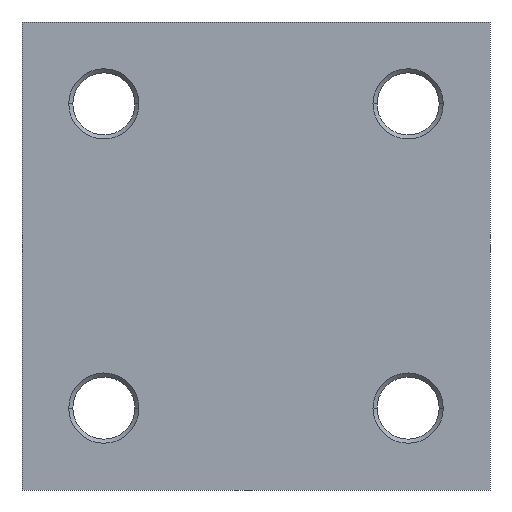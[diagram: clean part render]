
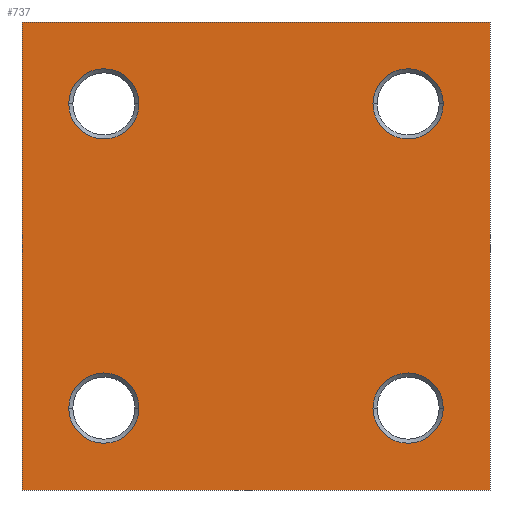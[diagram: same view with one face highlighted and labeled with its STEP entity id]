
A CAD part, left-side view. The second image highlights one B-rep face of the part: STEP entity #737.
In plain terms, the highlighted planar face has unit normal (-1, 0, 0).
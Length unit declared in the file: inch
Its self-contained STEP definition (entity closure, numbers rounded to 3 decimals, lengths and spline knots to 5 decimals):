
#2=DIRECTION('',(0.,-1.,0.));
#3=VECTOR('',#2,2.5);
#4=CARTESIAN_POINT('',(0.,1.25,1.25));
#5=LINE('',#4,#3);
#6=DIRECTION('',(0.,0.,-1.));
#7=VECTOR('',#6,2.5);
#8=CARTESIAN_POINT('',(0.,-1.25,1.25));
#9=LINE('',#8,#7);
#10=DIRECTION('',(0.,1.,0.));
#11=VECTOR('',#10,2.5);
#12=CARTESIAN_POINT('',(0.,-1.25,-1.25));
#13=LINE('',#12,#11);
#14=DIRECTION('',(0.,0.,1.));
#15=VECTOR('',#14,2.5);
#16=CARTESIAN_POINT('',(0.,1.25,-1.25));
#17=LINE('',#16,#15);
#18=CARTESIAN_POINT('',(0.,0.8125,-0.8125));
#19=DIRECTION('',(-1.,0.,0.));
#20=DIRECTION('',(0.,1.,0.));
#21=AXIS2_PLACEMENT_3D('',#18,#19,#20);
#23=CARTESIAN_POINT('',(0.,0.8125,-0.8125));
#24=DIRECTION('',(-1.,0.,0.));
#25=DIRECTION('',(0.,-1.,0.));
#26=AXIS2_PLACEMENT_3D('',#23,#24,#25);
#28=CARTESIAN_POINT('',(0.,0.8125,0.8125));
#29=DIRECTION('',(-1.,0.,0.));
#30=DIRECTION('',(0.,1.,0.));
#31=AXIS2_PLACEMENT_3D('',#28,#29,#30);
#33=CARTESIAN_POINT('',(0.,0.8125,0.8125));
#34=DIRECTION('',(-1.,0.,0.));
#35=DIRECTION('',(0.,-1.,0.));
#36=AXIS2_PLACEMENT_3D('',#33,#34,#35);
#38=CARTESIAN_POINT('',(0.,-0.8125,0.8125));
#39=DIRECTION('',(-1.,0.,0.));
#40=DIRECTION('',(0.,1.,0.));
#41=AXIS2_PLACEMENT_3D('',#38,#39,#40);
#43=CARTESIAN_POINT('',(0.,-0.8125,0.8125));
#44=DIRECTION('',(-1.,0.,0.));
#45=DIRECTION('',(0.,-1.,0.));
#46=AXIS2_PLACEMENT_3D('',#43,#44,#45);
#48=CARTESIAN_POINT('',(0.,-0.8125,-0.8125));
#49=DIRECTION('',(-1.,0.,0.));
#50=DIRECTION('',(0.,1.,0.));
#51=AXIS2_PLACEMENT_3D('',#48,#49,#50);
#53=CARTESIAN_POINT('',(0.,-0.8125,-0.8125));
#54=DIRECTION('',(-1.,0.,0.));
#55=DIRECTION('',(0.,-1.,0.));
#56=AXIS2_PLACEMENT_3D('',#53,#54,#55);
#558=CARTESIAN_POINT('',(0.,1.25,1.25));
#559=CARTESIAN_POINT('',(0.,-1.25,1.25));
#560=VERTEX_POINT('',#558);
#561=VERTEX_POINT('',#559);
#562=CARTESIAN_POINT('',(0.,-1.25,-1.25));
#563=VERTEX_POINT('',#562);
#564=CARTESIAN_POINT('',(0.,1.25,-1.25));
#565=VERTEX_POINT('',#564);
#582=CARTESIAN_POINT('',(0.,1.,-0.8125));
#583=CARTESIAN_POINT('',(0.,0.625,-0.8125));
#584=VERTEX_POINT('',#582);
#585=VERTEX_POINT('',#583);
#596=CARTESIAN_POINT('',(0.,1.,0.8125));
#597=CARTESIAN_POINT('',(0.,0.625,0.8125));
#598=VERTEX_POINT('',#596);
#599=VERTEX_POINT('',#597);
#610=CARTESIAN_POINT('',(0.,-0.625,0.8125));
#611=CARTESIAN_POINT('',(0.,-1.,0.8125));
#612=VERTEX_POINT('',#610);
#613=VERTEX_POINT('',#611);
#624=CARTESIAN_POINT('',(0.,-0.625,-0.8125));
#625=CARTESIAN_POINT('',(0.,-1.,-0.8125));
#626=VERTEX_POINT('',#624);
#627=VERTEX_POINT('',#625);
#698=CARTESIAN_POINT('',(0.,0.,0.));
#699=DIRECTION('',(1.,0.,0.));
#700=DIRECTION('',(0.,0.,-1.));
#701=AXIS2_PLACEMENT_3D('',#698,#699,#700);
#702=PLANE('',#701);
#704=ORIENTED_EDGE('',*,*,#703,.T.);
#706=ORIENTED_EDGE('',*,*,#705,.T.);
#708=ORIENTED_EDGE('',*,*,#707,.T.);
#710=ORIENTED_EDGE('',*,*,#709,.T.);
#711=EDGE_LOOP('',(#704,#706,#708,#710));
#712=FACE_OUTER_BOUND('',#711,.F.);
#714=ORIENTED_EDGE('',*,*,#713,.T.);
#716=ORIENTED_EDGE('',*,*,#715,.T.);
#717=EDGE_LOOP('',(#714,#716));
#718=FACE_BOUND('',#717,.F.);
#720=ORIENTED_EDGE('',*,*,#719,.T.);
#722=ORIENTED_EDGE('',*,*,#721,.T.);
#723=EDGE_LOOP('',(#720,#722));
#724=FACE_BOUND('',#723,.F.);
#726=ORIENTED_EDGE('',*,*,#725,.T.);
#728=ORIENTED_EDGE('',*,*,#727,.T.);
#729=EDGE_LOOP('',(#726,#728));
#730=FACE_BOUND('',#729,.F.);
#732=ORIENTED_EDGE('',*,*,#731,.T.);
#734=ORIENTED_EDGE('',*,*,#733,.T.);
#735=EDGE_LOOP('',(#732,#734));
#736=FACE_BOUND('',#735,.F.);
#737=ADVANCED_FACE('',(#712,#718,#724,#730,#736),#702,.F.);
#22=CIRCLE('',#21,0.1875);
#27=CIRCLE('',#26,0.1875);
#32=CIRCLE('',#31,0.1875);
#37=CIRCLE('',#36,0.1875);
#42=CIRCLE('',#41,0.1875);
#47=CIRCLE('',#46,0.1875);
#52=CIRCLE('',#51,0.1875);
#57=CIRCLE('',#56,0.1875);
#703=EDGE_CURVE('',#560,#561,#5,.T.);
#705=EDGE_CURVE('',#561,#563,#9,.T.);
#707=EDGE_CURVE('',#563,#565,#13,.T.);
#709=EDGE_CURVE('',#565,#560,#17,.T.);
#713=EDGE_CURVE('',#584,#585,#22,.T.);
#715=EDGE_CURVE('',#585,#584,#27,.T.);
#719=EDGE_CURVE('',#598,#599,#32,.T.);
#721=EDGE_CURVE('',#599,#598,#37,.T.);
#725=EDGE_CURVE('',#612,#613,#42,.T.);
#727=EDGE_CURVE('',#613,#612,#47,.T.);
#731=EDGE_CURVE('',#626,#627,#52,.T.);
#733=EDGE_CURVE('',#627,#626,#57,.T.);
